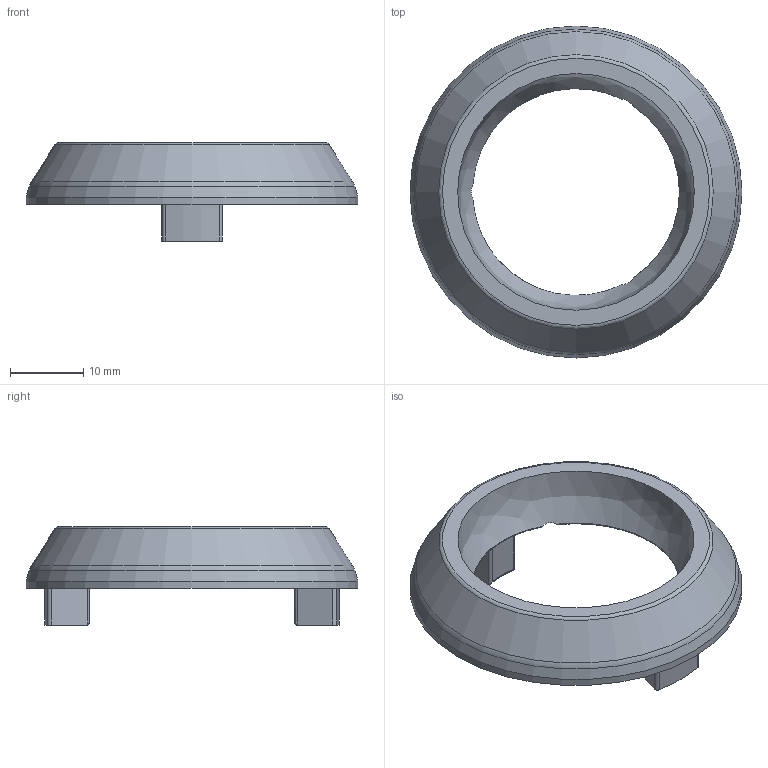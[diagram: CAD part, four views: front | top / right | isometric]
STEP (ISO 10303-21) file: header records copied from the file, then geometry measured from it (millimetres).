
FILE_DESCRIPTION(/* description */ (''),/* implementation_level */ '2;1');
FILE_NAME(/* name */ 'levels-trackball-cap.step',/* time_stamp */ '2025-10-21T15:28:44-05:00',/* author */ (''),/* organization */ (''),/* preprocessor_version */ 'ST-DEVELOPER v20.1',/* originating_system */ 'Autodesk Translation Framework v14.17.0.0',/* authorisation */ '');
FILE_SCHEMA (('AUTOMOTIVE_DESIGN { 1 0 10303 214 3 1 1 }'));
Length unit declared in the file: millimetre
Products named in the file (2): LevelsGrande; Carrier
Assembly tree (1 placements, depth 2):
  LevelsGrande
    Carrier
Bounding box: 45.3 x 45.3 x 13.4 mm (x, y, z)
Volume: 4992.1 mm3; surface area: 3793.8 mm2
Topology: 1 solids, 1 shells, 62 faces, 141 edges, 91 vertices
Faces by surface type: cylinder 21, plane 20, torus 11, bspline 4, sphere 3, cone 3
Full cylindrical faces by diameter (mm): 3 x5, 3.2 x1, 45.3 x1
Entity records: 2133 total; most frequent: CARTESIAN_POINT 629, DIRECTION 329, ORIENTED_EDGE 276, AXIS2_PLACEMENT_3D 147, EDGE_CURVE 138, VERTEX_POINT 91, CIRCLE 86, EDGE_LOOP 77
